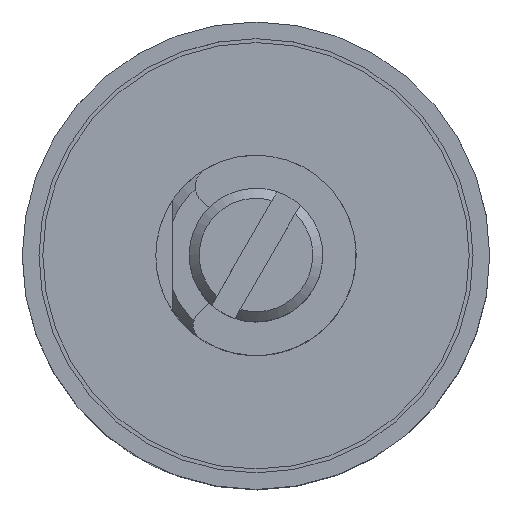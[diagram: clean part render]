
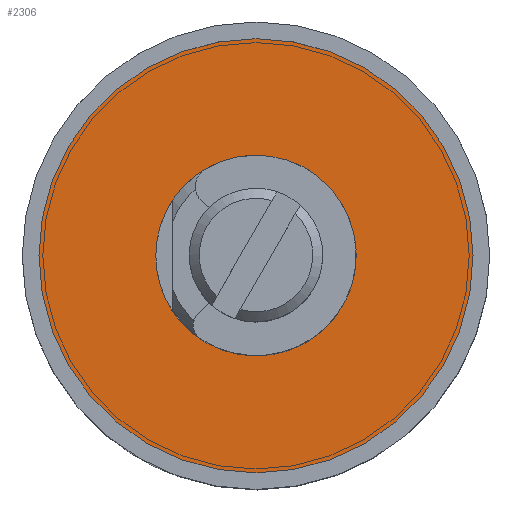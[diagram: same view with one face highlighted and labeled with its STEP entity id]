
A CAD part, top view. The second image highlights one B-rep face of the part: STEP entity #2306.
In plain terms, the highlighted planar face has unit normal (0, 0, 1).
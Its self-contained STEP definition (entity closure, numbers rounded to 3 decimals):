
#191 = AXIS2_PLACEMENT_3D ( 'NONE', #6414, #3752, #6381 ) ;
#282 = CARTESIAN_POINT ( 'NONE',  ( 0., 0., 0.5 ) ) ;
#489 = DIRECTION ( 'NONE',  ( 0., 0., 1. ) ) ;
#901 = CIRCLE ( 'NONE', #6833, 3. ) ;
#1088 = VERTEX_POINT ( 'NONE', #3370 ) ;
#1667 = FACE_BOUND ( 'NONE', #3522, .T. ) ;
#2306 = ADVANCED_FACE ( 'NONE', ( #1667, #6626 ), #6520, .T. ) ;
#3142 = DIRECTION ( 'NONE',  ( 1., 0., 0. ) ) ;
#3284 = ORIENTED_EDGE ( 'NONE', *, *, #6304, .T. ) ;
#3305 = VERTEX_POINT ( 'NONE', #6756 ) ;
#3370 = CARTESIAN_POINT ( 'NONE',  ( -3., 0., 0.5 ) ) ;
#3522 = EDGE_LOOP ( 'NONE', ( #4969 ) ) ;
#3584 = DIRECTION ( 'NONE',  ( 0., 0., -1. ) ) ;
#3605 = AXIS2_PLACEMENT_3D ( 'NONE', #7216, #489, #3142 ) ;
#3752 = DIRECTION ( 'NONE',  ( 0., 0., 1. ) ) ;
#4969 = ORIENTED_EDGE ( 'NONE', *, *, #6840, .T. ) ;
#5624 = DIRECTION ( 'NONE',  ( -1., 0., 0. ) ) ;
#6304 = EDGE_CURVE ( 'NONE', #3305, #3305, #6958, .T. ) ;
#6381 = DIRECTION ( 'NONE',  ( 1., 0., 0. ) ) ;
#6414 = CARTESIAN_POINT ( 'NONE',  ( 0., 0., 0.5 ) ) ;
#6520 = PLANE ( 'NONE',  #3605 ) ;
#6626 = FACE_OUTER_BOUND ( 'NONE', #7826, .T. ) ;
#6756 = CARTESIAN_POINT ( 'NONE',  ( 6.5, 0., 0.5 ) ) ;
#6833 = AXIS2_PLACEMENT_3D ( 'NONE', #282, #3584, #5624 ) ;
#6840 = EDGE_CURVE ( 'NONE', #1088, #1088, #901, .T. ) ;
#6958 = CIRCLE ( 'NONE', #191, 6.5 ) ;
#7216 = CARTESIAN_POINT ( 'NONE',  ( 3., 0., 0.5 ) ) ;
#7826 = EDGE_LOOP ( 'NONE', ( #3284 ) ) ;
